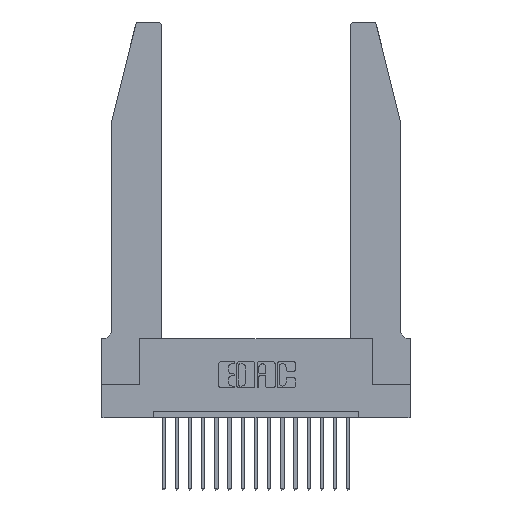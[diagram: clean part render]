
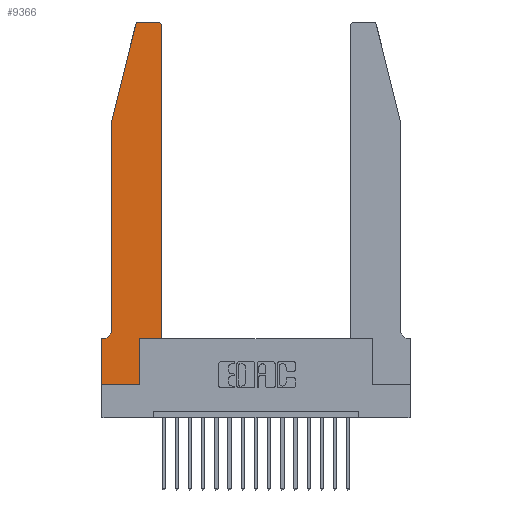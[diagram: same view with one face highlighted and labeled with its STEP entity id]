
A CAD part, top view. The second image highlights one B-rep face of the part: STEP entity #9366.
In plain terms, the highlighted planar face has unit normal (0, 0, 1).
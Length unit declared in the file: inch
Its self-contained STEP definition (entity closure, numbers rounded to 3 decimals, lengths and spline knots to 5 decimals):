
#743 = LINE ( 'NONE', #11578, #10459 ) ;
#875 = EDGE_CURVE ( 'NONE', #5769, #4405, #14131, .T. ) ;
#1234 = LINE ( 'NONE', #12002, #8359 ) ;
#1376 = CARTESIAN_POINT ( 'NONE',  ( 0., 0.35, 0.37 ) ) ;
#2028 = DIRECTION ( 'NONE',  ( 0., -1., 0. ) ) ;
#2050 = ORIENTED_EDGE ( 'NONE', *, *, #9456, .T. ) ;
#2150 = CARTESIAN_POINT ( 'NONE',  ( 0.4505, 0.35, 0.37 ) ) ;
#2317 = CARTESIAN_POINT ( 'NONE',  ( 0.284, 2.75, 0.37 ) ) ;
#2667 = DIRECTION ( 'NONE',  ( 1., 0., 0. ) ) ;
#2703 = VERTEX_POINT ( 'NONE', #9075 ) ;
#2775 = DIRECTION ( 'NONE',  ( 1., 0., 0. ) ) ;
#2846 = CARTESIAN_POINT ( 'NONE',  ( 0., 0., 0.37 ) ) ;
#2912 = DIRECTION ( 'NONE',  ( 0., -1., 0. ) ) ;
#3067 = AXIS2_PLACEMENT_3D ( 'NONE', #17135, #3528, #3335 ) ;
#3265 = ORIENTED_EDGE ( 'NONE', *, *, #4884, .T. ) ;
#3335 = DIRECTION ( 'NONE',  ( -1., 0., 0. ) ) ;
#3528 = DIRECTION ( 'NONE',  ( 0., 0., -1. ) ) ;
#3554 = ORIENTED_EDGE ( 'NONE', *, *, #18137, .T. ) ;
#3642 = CARTESIAN_POINT ( 'NONE',  ( 0.0755, 2., 0.37 ) ) ;
#3672 = EDGE_CURVE ( 'NONE', #8469, #4649, #4754, .T. ) ;
#3699 = ORIENTED_EDGE ( 'NONE', *, *, #9441, .T. ) ;
#3786 = ORIENTED_EDGE ( 'NONE', *, *, #3672, .T. ) ;
#3796 = CARTESIAN_POINT ( 'NONE',  ( 0.0755, 0.35, 0.37 ) ) ;
#4122 = VERTEX_POINT ( 'NONE', #3642 ) ;
#4165 = AXIS2_PLACEMENT_3D ( 'NONE', #11696, #19302, #2667 ) ;
#4258 = ORIENTED_EDGE ( 'NONE', *, *, #6624, .T. ) ;
#4392 = CIRCLE ( 'NONE', #12958, 0.03 ) ;
#4405 = VERTEX_POINT ( 'NONE', #2150 ) ;
#4590 = DIRECTION ( 'NONE',  ( 1., 0., 0. ) ) ;
#4649 = VERTEX_POINT ( 'NONE', #1376 ) ;
#4653 = EDGE_LOOP ( 'NONE', ( #4258, #3554, #9509, #3265, #18705, #3786, #2050, #3699, #19456, #10212, #17370, #15397 ) ) ;
#4754 = LINE ( 'NONE', #3796, #14017 ) ;
#4836 = EDGE_CURVE ( 'NONE', #4405, #9687, #13078, .T. ) ;
#4884 = EDGE_CURVE ( 'NONE', #4122, #2703, #7613, .T. ) ;
#5714 = DIRECTION ( 'NONE',  ( 1., 0., 0. ) ) ;
#5769 = VERTEX_POINT ( 'NONE', #16370 ) ;
#6100 = VERTEX_POINT ( 'NONE', #11764 ) ;
#6319 = VERTEX_POINT ( 'NONE', #13787 ) ;
#6624 = EDGE_CURVE ( 'NONE', #6319, #10222, #10597, .T. ) ;
#6718 = LINE ( 'NONE', #2846, #15537 ) ;
#6877 = CARTESIAN_POINT ( 'NONE',  ( 0.0755, 2., 0.37 ) ) ;
#7225 = CARTESIAN_POINT ( 'NONE',  ( 0., 0.35, 0.37 ) ) ;
#7613 = LINE ( 'NONE', #11357, #17171 ) ;
#7637 = CIRCLE ( 'NONE', #3067, 0.07 ) ;
#8065 = EDGE_CURVE ( 'NONE', #9687, #6319, #4392, .T. ) ;
#8359 = VECTOR ( 'NONE', #2912, 39.37008 ) ;
#8469 = VERTEX_POINT ( 'NONE', #9017 ) ;
#8754 = DIRECTION ( 'NONE',  ( 1., 0., 0. ) ) ;
#9017 = CARTESIAN_POINT ( 'NONE',  ( 0.0055, 0.35, 0.37 ) ) ;
#9075 = CARTESIAN_POINT ( 'NONE',  ( 0.0755, 0.42, 0.37 ) ) ;
#9366 = ADVANCED_FACE ( 'NONE', ( #12183 ), #14820, .T. ) ;
#9368 = AXIS2_PLACEMENT_3D ( 'NONE', #7225, #14760, #8754 ) ;
#9441 = EDGE_CURVE ( 'NONE', #19698, #6100, #6718, .T. ) ;
#9456 = EDGE_CURVE ( 'NONE', #4649, #19698, #1234, .T. ) ;
#9509 = ORIENTED_EDGE ( 'NONE', *, *, #12762, .T. ) ;
#9563 = CARTESIAN_POINT ( 'NONE',  ( 0.4505, 2.72, 0.37 ) ) ;
#9687 = VERTEX_POINT ( 'NONE', #9563 ) ;
#9797 = CARTESIAN_POINT ( 'NONE',  ( 0.2605, 2.75, 0.37 ) ) ;
#10212 = ORIENTED_EDGE ( 'NONE', *, *, #875, .T. ) ;
#10222 = VERTEX_POINT ( 'NONE', #2317 ) ;
#10459 = VECTOR ( 'NONE', #17876, 39.37008 ) ;
#10597 = LINE ( 'NONE', #9797, #14200 ) ;
#10965 = EDGE_CURVE ( 'NONE', #2703, #8469, #7637, .T. ) ;
#11357 = CARTESIAN_POINT ( 'NONE',  ( 0.0755, 2., 0.37 ) ) ;
#11567 = VERTEX_POINT ( 'NONE', #12403 ) ;
#11578 = CARTESIAN_POINT ( 'NONE',  ( 0.2865, 0.35, 0.37 ) ) ;
#11696 = CARTESIAN_POINT ( 'NONE',  ( 0.284, 2.72, 0.37 ) ) ;
#11764 = CARTESIAN_POINT ( 'NONE',  ( 0.2865, 0., 0.37 ) ) ;
#12002 = CARTESIAN_POINT ( 'NONE',  ( 0., 0., 0.37 ) ) ;
#12183 = FACE_OUTER_BOUND ( 'NONE', #4653, .T. ) ;
#12228 = VECTOR ( 'NONE', #5714, 39.37008 ) ;
#12403 = CARTESIAN_POINT ( 'NONE',  ( 0.25487, 2.72718, 0.37 ) ) ;
#12637 = EDGE_CURVE ( 'NONE', #6100, #5769, #743, .T. ) ;
#12762 = EDGE_CURVE ( 'NONE', #11567, #4122, #13842, .T. ) ;
#12958 = AXIS2_PLACEMENT_3D ( 'NONE', #13814, #16683, #4590 ) ;
#13078 = LINE ( 'NONE', #17487, #18577 ) ;
#13092 = CARTESIAN_POINT ( 'NONE',  ( 0.4505, 0.35, 0.37 ) ) ;
#13156 = DIRECTION ( 'NONE',  ( -1., 0., 0. ) ) ;
#13787 = CARTESIAN_POINT ( 'NONE',  ( 0.4205, 2.75, 0.37 ) ) ;
#13814 = CARTESIAN_POINT ( 'NONE',  ( 0.4205, 2.72, 0.37 ) ) ;
#13842 = LINE ( 'NONE', #6877, #18847 ) ;
#14017 = VECTOR ( 'NONE', #13156, 39.37008 ) ;
#14131 = LINE ( 'NONE', #13092, #12228 ) ;
#14191 = DIRECTION ( 'NONE',  ( 0., 1., 0. ) ) ;
#14200 = VECTOR ( 'NONE', #15993, 39.37008 ) ;
#14760 = DIRECTION ( 'NONE',  ( 0., 0., 1. ) ) ;
#14820 = PLANE ( 'NONE',  #9368 ) ;
#15192 = CIRCLE ( 'NONE', #4165, 0.03 ) ;
#15397 = ORIENTED_EDGE ( 'NONE', *, *, #8065, .T. ) ;
#15537 = VECTOR ( 'NONE', #2775, 39.37008 ) ;
#15993 = DIRECTION ( 'NONE',  ( -1., 0., 0. ) ) ;
#16370 = CARTESIAN_POINT ( 'NONE',  ( 0.2865, 0.35, 0.37 ) ) ;
#16683 = DIRECTION ( 'NONE',  ( 0., 0., 1. ) ) ;
#17135 = CARTESIAN_POINT ( 'NONE',  ( 0.0055, 0.42, 0.37 ) ) ;
#17171 = VECTOR ( 'NONE', #2028, 39.37008 ) ;
#17370 = ORIENTED_EDGE ( 'NONE', *, *, #4836, .T. ) ;
#17487 = CARTESIAN_POINT ( 'NONE',  ( 0.4505, 0.35, 0.37 ) ) ;
#17876 = DIRECTION ( 'NONE',  ( 0., 1., 0. ) ) ;
#18020 = DIRECTION ( 'NONE',  ( -0.239, -0.971, 0. ) ) ;
#18137 = EDGE_CURVE ( 'NONE', #10222, #11567, #15192, .T. ) ;
#18556 = CARTESIAN_POINT ( 'NONE',  ( 0., 0., 0.37 ) ) ;
#18577 = VECTOR ( 'NONE', #14191, 39.37008 ) ;
#18705 = ORIENTED_EDGE ( 'NONE', *, *, #10965, .T. ) ;
#18847 = VECTOR ( 'NONE', #18020, 39.37008 ) ;
#19302 = DIRECTION ( 'NONE',  ( 0., 0., 1. ) ) ;
#19456 = ORIENTED_EDGE ( 'NONE', *, *, #12637, .T. ) ;
#19698 = VERTEX_POINT ( 'NONE', #18556 ) ;
